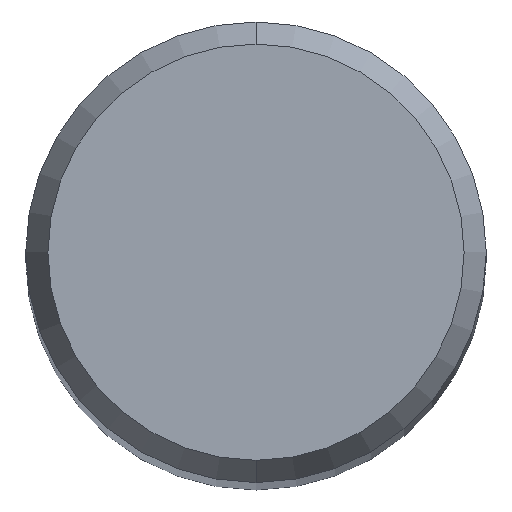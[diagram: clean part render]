
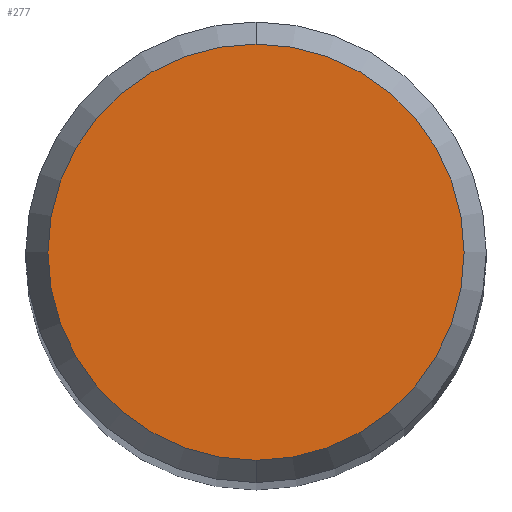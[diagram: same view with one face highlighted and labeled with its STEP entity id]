
A CAD part, top view. The second image highlights one B-rep face of the part: STEP entity #277.
In plain terms, the highlighted planar face has unit normal (0, 0, 1).
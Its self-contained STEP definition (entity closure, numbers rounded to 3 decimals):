
#245=EDGE_CURVE('',#325,#319,#482,.T.);
#277=ADVANCED_FACE('',(#517),#518,.T.);
#291=EDGE_CURVE('',#319,#325,#532,.T.);
#319=VERTEX_POINT('',#563);
#325=VERTEX_POINT('',#570);
#482=CIRCLE('',#760,4.304);
#517=FACE_OUTER_BOUND('',#809,.T.);
#518=PLANE('',#810);
#532=CIRCLE('',#828,4.304);
#563=CARTESIAN_POINT('',(0.,-4.304,0.0));
#570=CARTESIAN_POINT('',(0.0,4.304,0.0));
#760=AXIS2_PLACEMENT_3D('',#1071,#1072,#1073);
#809=EDGE_LOOP('',(#1111,#1112));
#810=AXIS2_PLACEMENT_3D('',#1113,#1114,#1115);
#828=AXIS2_PLACEMENT_3D('',#1120,#1121,#1122);
#1071=CARTESIAN_POINT('',(0.0,0.0,0.0));
#1072=DIRECTION('',(0.0,0.0,-1.0));
#1073=DIRECTION('',(0.0,1.0,0.0));
#1111=ORIENTED_EDGE('',*,*,#245,.F.);
#1112=ORIENTED_EDGE('',*,*,#291,.F.);
#1113=CARTESIAN_POINT('',(0.0,2.152,0.0));
#1114=DIRECTION('',(-0.0,0.0,1.0));
#1115=DIRECTION('',(0.0,-1.0,0.0));
#1120=CARTESIAN_POINT('',(0.0,0.0,0.0));
#1121=DIRECTION('',(0.0,0.0,-1.0));
#1122=DIRECTION('',(0.0,1.0,0.0));
